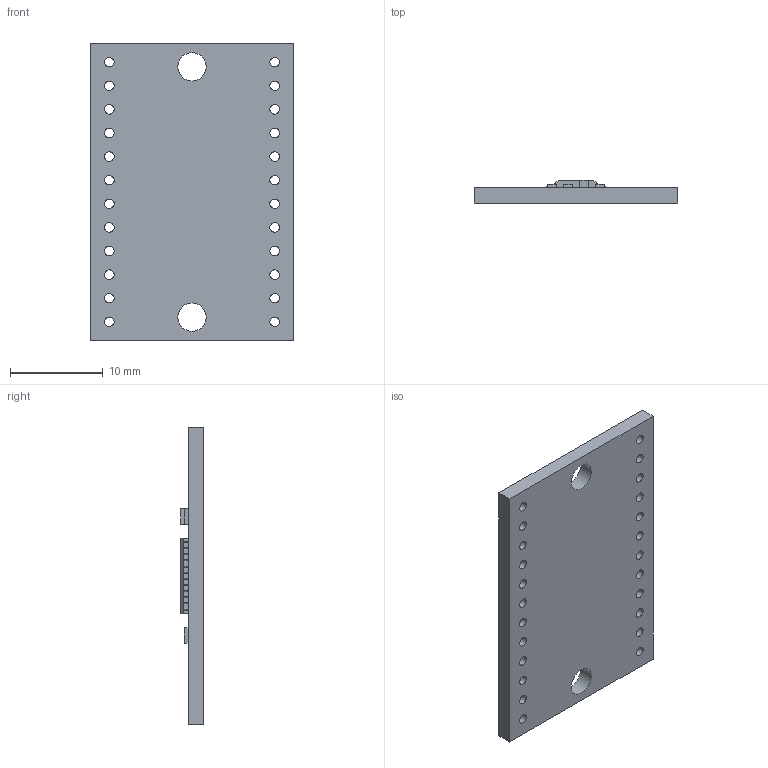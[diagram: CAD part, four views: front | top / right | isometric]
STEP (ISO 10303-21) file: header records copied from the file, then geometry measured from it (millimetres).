
FILE_DESCRIPTION(/* description */ ('','CAx-IF Rec.Pracs.---Representation and Presentation of Product Manufacturing Information (PMI)---4.0---2014-10-13'),/* implementation_level */ '2;1');
FILE_NAME(/* name */ 'TCA9548A_3d.step',/* time_stamp */ '2025-03-06T17:13:25+03:00',/* author */ (''),/* organization */ (''),/* preprocessor_version */ 'ST-DEVELOPER v20',/* originating_system */ 'Autodesk Translation Framework v13.20.0.188',/* authorisation */ '');
FILE_SCHEMA (('AP242_MANAGED_MODEL_BASED_3D_ENGINEERING_MIM_LF { 1 0 10303 442 1 1 4 }'));
Length unit declared in the file: millimetre
Products named in the file (1): TCA9548A
Bounding box: 21.84 x 2.44 x 32 mm (x, y, z)
Volume: 1114.8 mm3; surface area: 1705.8 mm2
Topology: 1 solids, 1 shells, 266 faces, 768 edges, 512 vertices
Faces by surface type: plane 192, cylinder 74
Full cylindrical faces by diameter (mm): 1.016 x24, 3.048 x2
Entity records: 9130 total; most frequent: CARTESIAN_POINT 1547, ORIENTED_EDGE 1536, DIRECTION 1450, EDGE_CURVE 768, LINE 620, VECTOR 620, VERTEX_POINT 512, AXIS2_PLACEMENT_3D 415
